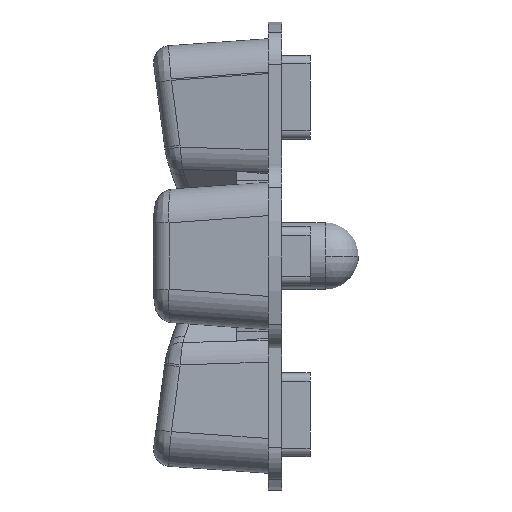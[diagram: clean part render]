
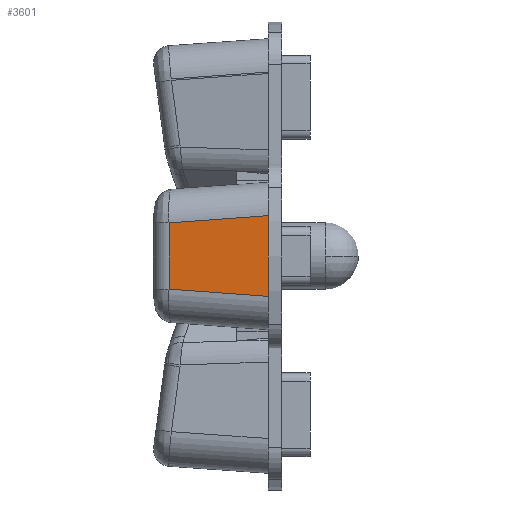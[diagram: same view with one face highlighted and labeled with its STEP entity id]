
A CAD part, left-side view. The second image highlights one B-rep face of the part: STEP entity #3601.
In plain terms, the highlighted planar face has unit normal (-0.998, 0.07, 0).
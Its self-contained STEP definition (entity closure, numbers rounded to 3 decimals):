
#28 = CARTESIAN_POINT ( 'NONE',  ( -12.965, 0.5, 2.379 ) ) ;
#31 = CARTESIAN_POINT ( 'NONE',  ( -12.585, 5.937, -4.5 ) ) ;
#33 = DIRECTION ( 'NONE',  ( 0., 0., -1. ) ) ;
#34 = DIRECTION ( 'NONE',  ( 0.07, 0.995, -0.073 ) ) ;
#381 = LINE ( 'NONE', #31, #383 ) ;
#383 = VECTOR ( 'NONE', #33, 1000. ) ;
#385 = LINE ( 'NONE', #28, #387 ) ;
#387 = VECTOR ( 'NONE', #34, 1000. ) ;
#435 = LINE ( 'NONE', #1695, #436 ) ;
#436 = VECTOR ( 'NONE', #1696, 1000. ) ;
#556 = AXIS2_PLACEMENT_3D ( 'NONE', #2220, #2224, #2225 ) ;
#797 = CARTESIAN_POINT ( 'NONE',  ( -12.585, 5.937, -1.982 ) ) ;
#1262 = VERTEX_POINT ( 'NONE', #797 ) ;
#1333 = ORIENTED_EDGE ( 'NONE', *, *, #2432, .T. ) ;
#1334 = ORIENTED_EDGE ( 'NONE', *, *, #2431, .T. ) ;
#1335 = ORIENTED_EDGE ( 'NONE', *, *, #2479, .T. ) ;
#1336 = ORIENTED_EDGE ( 'NONE', *, *, #2470, .T. ) ;
#1695 = CARTESIAN_POINT ( 'NONE',  ( -13., 0., -4.5 ) ) ;
#1696 = DIRECTION ( 'NONE',  ( 0., 0., 1. ) ) ;
#1720 = CARTESIAN_POINT ( 'NONE',  ( -13.011, -0.151, -2.427 ) ) ;
#1721 = DIRECTION ( 'NONE',  ( -0.07, -0.995, -0.073 ) ) ;
#2220 = CARTESIAN_POINT ( 'NONE',  ( -13., 0., -4.5 ) ) ;
#2222 = PLANE ( 'NONE',  #556 ) ;
#2224 = DIRECTION ( 'NONE',  ( -0.998, 0.07, 0. ) ) ;
#2225 = DIRECTION ( 'NONE',  ( -0.07, -0.998, 0. ) ) ;
#2431 = EDGE_CURVE ( 'NONE', #2973, #1262, #381, .T. ) ;
#2432 = EDGE_CURVE ( 'NONE', #2930, #2973, #385, .T. ) ;
#2470 = EDGE_CURVE ( 'NONE', #3022, #2930, #435, .T. ) ;
#2479 = EDGE_CURVE ( 'NONE', #1262, #3022, #5686, .T. ) ;
#2930 = VERTEX_POINT ( 'NONE', #3707 ) ;
#2973 = VERTEX_POINT ( 'NONE', #3750 ) ;
#3022 = VERTEX_POINT ( 'NONE', #3799 ) ;
#3601 = ADVANCED_FACE ( 'NONE', ( #5942 ), #2222, .T. ) ;
#3707 = CARTESIAN_POINT ( 'NONE',  ( -13., 0., 2.416 ) ) ;
#3750 = CARTESIAN_POINT ( 'NONE',  ( -12.585, 5.937, 1.982 ) ) ;
#3799 = CARTESIAN_POINT ( 'NONE',  ( -13., 0., -2.416 ) ) ;
#5389 = EDGE_LOOP ( 'NONE', ( #1333, #1334, #1335, #1336 ) ) ;
#5686 = LINE ( 'NONE', #1720, #5690 ) ;
#5690 = VECTOR ( 'NONE', #1721, 1000. ) ;
#5942 = FACE_OUTER_BOUND ( 'NONE', #5389, .T. ) ;
